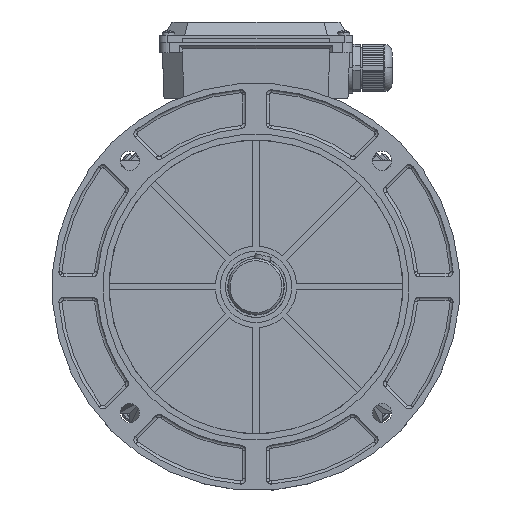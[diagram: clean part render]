
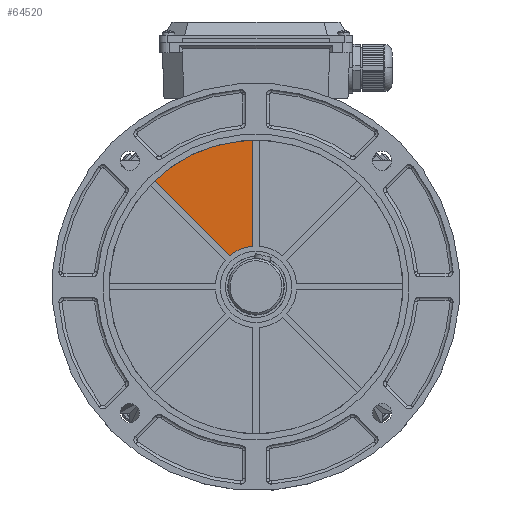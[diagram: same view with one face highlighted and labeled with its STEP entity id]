
A CAD part, top view. The second image highlights one B-rep face of the part: STEP entity #64520.
In plain terms, the highlighted planar face has unit normal (0, 0, 1).
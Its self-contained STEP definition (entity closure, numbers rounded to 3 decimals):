
#64341 = VERTEX_POINT ( 'NONE', #93094 ) ;
#64344 = ORIENTED_EDGE ( 'NONE', *, *, #64346, .T. ) ;
#64346 = EDGE_CURVE ( 'NONE', #64341, #64347, #93089, .T. ) ;
#64347 = VERTEX_POINT ( 'NONE', #93081 ) ;
#64352 = ORIENTED_EDGE ( 'NONE', *, *, #64403, .T. ) ;
#64403 = EDGE_CURVE ( 'NONE', #64347, #64404, #93246, .T. ) ;
#64404 = VERTEX_POINT ( 'NONE', #93238 ) ;
#64408 = ORIENTED_EDGE ( 'NONE', *, *, #64409, .F. ) ;
#64409 = EDGE_CURVE ( 'NONE', #64535, #64404, #93224, .T. ) ;
#64520 = ADVANCED_FACE ( 'NONE', ( #93546 ), #93545, .T. ) ;
#64522 = EDGE_LOOP ( 'NONE', ( #64529, #64344, #64352, #64408 ) ) ;
#64529 = ORIENTED_EDGE ( 'NONE', *, *, #64533, .T. ) ;
#64533 = EDGE_CURVE ( 'NONE', #64535, #64341, #93515, .T. ) ;
#64535 = VERTEX_POINT ( 'NONE', #93499 ) ;
#93081 = CARTESIAN_POINT ( 'NONE',  ( 3., 143.969, 83. ) ) ;
#93083 = DIRECTION ( 'NONE',  ( 1., 0., 0. ) ) ;
#93085 = DIRECTION ( 'NONE',  ( 0., 0., 1. ) ) ;
#93087 = CARTESIAN_POINT ( 'NONE',  ( 0., 0., 83. ) ) ;
#93088 = AXIS2_PLACEMENT_3D ( 'NONE', #93087, #93085, #93083 ) ;
#93089 = CIRCLE ( 'NONE', #93088, 144. ) ;
#93094 = CARTESIAN_POINT ( 'NONE',  ( 99.68, 103.923, 83. ) ) ;
#93217 = DIRECTION ( 'NONE',  ( 1., 0., 0. ) ) ;
#93219 = DIRECTION ( 'NONE',  ( 0., 0., 1. ) ) ;
#93221 = CARTESIAN_POINT ( 'NONE',  ( 0., 0., 83. ) ) ;
#93222 = AXIS2_PLACEMENT_3D ( 'NONE', #93221, #93219, #93217 ) ;
#93224 = CIRCLE ( 'NONE', #93222, 40. ) ;
#93238 = CARTESIAN_POINT ( 'NONE',  ( 3., 39.887, 83. ) ) ;
#93241 = DIRECTION ( 'NONE',  ( 0., -1., 0. ) ) ;
#93242 = VECTOR ( 'NONE', #93241, 1000. ) ;
#93243 = CARTESIAN_POINT ( 'NONE',  ( 3., -316.941, 83. ) ) ;
#93246 = LINE ( 'NONE', #93243, #93242 ) ;
#93499 = CARTESIAN_POINT ( 'NONE',  ( 26.083, 30.326, 83. ) ) ;
#93500 = DIRECTION ( 'NONE',  ( 0.707, 0.707, 0. ) ) ;
#93502 = VECTOR ( 'NONE', #93500, 1000. ) ;
#93504 = CARTESIAN_POINT ( 'NONE',  ( -226.233, -221.99, 83. ) ) ;
#93515 = LINE ( 'NONE', #93504, #93502 ) ;
#93535 = DIRECTION ( 'NONE',  ( 1., 0., 0. ) ) ;
#93537 = DIRECTION ( 'NONE',  ( 0., 0., 1. ) ) ;
#93538 = AXIS2_PLACEMENT_3D ( 'NONE', #93543, #93537, #93535 ) ;
#93543 = CARTESIAN_POINT ( 'NONE',  ( 0., 0., 83. ) ) ;
#93545 = PLANE ( 'NONE',  #93538 ) ;
#93546 = FACE_OUTER_BOUND ( 'NONE', #64522, .T. ) ;
